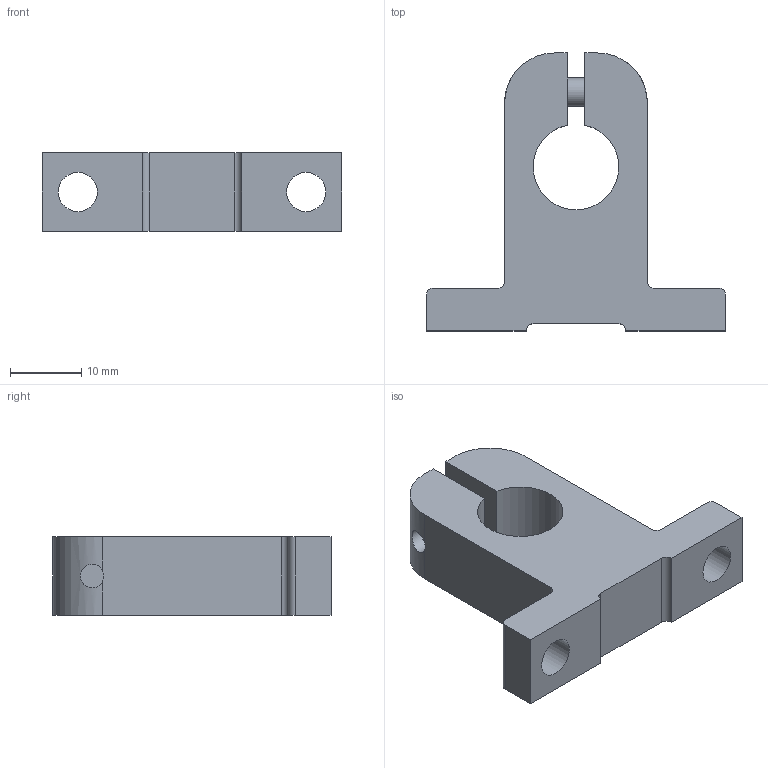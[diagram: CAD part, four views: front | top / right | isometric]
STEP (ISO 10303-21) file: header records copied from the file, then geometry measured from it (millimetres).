
FILE_DESCRIPTION(/* description */ (''),/* implementation_level */ '2;1');
FILE_NAME(/* name */ 'C-SHA-12_203.step',/* time_stamp */ '2024-08-27T16:08:26+08:00',/* author */ (''),/* organization */ (''),/* preprocessor_version */ 'ST-DEVELOPER v20',/* originating_system */ 'Autodesk Translation Framework v13.14.0.145',/* authorisation */ '');
FILE_SCHEMA (('AUTOMOTIVE_DESIGN { 1 0 10303 214 3 1 1 }'));
Length unit declared in the file: millimetre
Products named in the file (3): C-SHA-12_203; Housing_C-SHA-12_C-SHA-12; M4_12
Assembly tree (2 placements, depth 2):
  C-SHA-12_203
    Housing_C-SHA-12_C-SHA-12
    M4_12
Bounding box: 42 x 39 x 11 mm (x, y, z)
Volume: 7716.4 mm3; surface area: 4399 mm2
Topology: 2 solids, 2 shells, 50 faces, 131 edges, 85 vertices
Faces by surface type: plane 31, cylinder 16, cone 2, torus 1
Full cylindrical faces by diameter (mm): 3.3 x1, 4 x1, 4.3 x1, 5.5 x2, 7 x1, 8 x1
Entity records: 1686 total; most frequent: CARTESIAN_POINT 326, DIRECTION 279, ORIENTED_EDGE 260, EDGE_CURVE 130, AXIS2_PLACEMENT_3D 98, VERTEX_POINT 85, LINE 83, VECTOR 83
